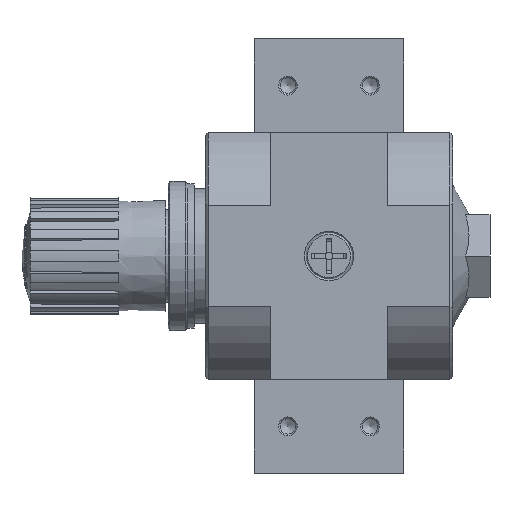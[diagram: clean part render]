
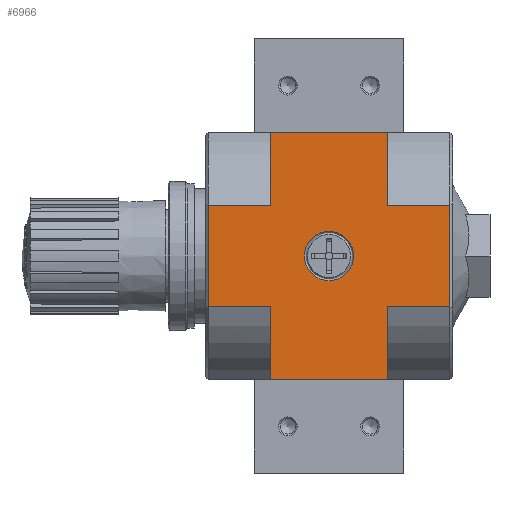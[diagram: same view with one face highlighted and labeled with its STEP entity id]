
A CAD part, left-side view. The second image highlights one B-rep face of the part: STEP entity #6966.
In plain terms, the highlighted face is planar.
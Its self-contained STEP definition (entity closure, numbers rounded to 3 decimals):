
#281=PLANE('',#7461);
#538=CIRCLE('',#7462,6.579);
#1004=ORIENTED_EDGE('',*,*,#2465,.F.);
#1005=ORIENTED_EDGE('',*,*,#2466,.T.);
#1006=ORIENTED_EDGE('',*,*,#2467,.F.);
#1007=ORIENTED_EDGE('',*,*,#2468,.T.);
#1008=ORIENTED_EDGE('',*,*,#2469,.F.);
#1009=ORIENTED_EDGE('',*,*,#2448,.F.);
#1010=ORIENTED_EDGE('',*,*,#2470,.T.);
#1011=ORIENTED_EDGE('',*,*,#2471,.T.);
#1012=ORIENTED_EDGE('',*,*,#2472,.T.);
#1013=ORIENTED_EDGE('',*,*,#2473,.T.);
#1014=ORIENTED_EDGE('',*,*,#2474,.T.);
#1015=ORIENTED_EDGE('',*,*,#2440,.F.);
#1016=ORIENTED_EDGE('',*,*,#2475,.F.);
#2440=EDGE_CURVE('',#3153,#3146,#3636,.T.);
#2448=EDGE_CURVE('',#3160,#3161,#3641,.T.);
#2465=EDGE_CURVE('',#3174,#3174,#538,.T.);
#2466=EDGE_CURVE('',#3175,#3176,#3657,.F.);
#2467=EDGE_CURVE('',#3177,#3176,#3658,.T.);
#2468=EDGE_CURVE('',#3177,#3178,#3659,.T.);
#2469=EDGE_CURVE('',#3161,#3178,#3660,.T.);
#2470=EDGE_CURVE('',#3160,#3179,#3661,.T.);
#2471=EDGE_CURVE('',#3179,#3180,#3662,.T.);
#2472=EDGE_CURVE('',#3180,#3181,#3663,.T.);
#2473=EDGE_CURVE('',#3181,#3182,#3664,.F.);
#2474=EDGE_CURVE('',#3182,#3146,#3665,.T.);
#2475=EDGE_CURVE('',#3175,#3153,#3666,.T.);
#3146=VERTEX_POINT('',#10220);
#3153=VERTEX_POINT('',#10235);
#3160=VERTEX_POINT('',#10251);
#3161=VERTEX_POINT('',#10253);
#3174=VERTEX_POINT('',#10285);
#3175=VERTEX_POINT('',#10287);
#3176=VERTEX_POINT('',#10288);
#3177=VERTEX_POINT('',#10290);
#3178=VERTEX_POINT('',#10292);
#3179=VERTEX_POINT('',#10295);
#3180=VERTEX_POINT('',#10297);
#3181=VERTEX_POINT('',#10299);
#3182=VERTEX_POINT('',#10301);
#3636=LINE('',#10236,#3990);
#3641=LINE('',#10252,#3995);
#3657=LINE('',#10286,#4011);
#3658=LINE('',#10289,#4012);
#3659=LINE('',#10291,#4013);
#3660=LINE('',#10293,#4014);
#3661=LINE('',#10294,#4015);
#3662=LINE('',#10296,#4016);
#3663=LINE('',#10298,#4017);
#3664=LINE('',#10300,#4018);
#3665=LINE('',#10302,#4019);
#3666=LINE('',#10303,#4020);
#3990=VECTOR('',#8365,1000.);
#3995=VECTOR('',#8378,1000.);
#4011=VECTOR('',#8402,1000.);
#4012=VECTOR('',#8403,1000.);
#4013=VECTOR('',#8404,1000.);
#4014=VECTOR('',#8405,1000.);
#4015=VECTOR('',#8406,1000.);
#4016=VECTOR('',#8407,1000.);
#4017=VECTOR('',#8408,1000.);
#4018=VECTOR('',#8409,1000.);
#4019=VECTOR('',#8410,1000.);
#4020=VECTOR('',#8411,1000.);
#4351=EDGE_LOOP('',(#1004));
#4352=EDGE_LOOP('',(#1005,#1006,#1007,#1008,#1009,#1010,#1011,#1012,#1013,
#1014,#1015,#1016));
#4881=FACE_BOUND('',#4351,.T.);
#4882=FACE_BOUND('',#4352,.T.);
#6966=ADVANCED_FACE('',(#4881,#4882),#281,.F.);
#7461=AXIS2_PLACEMENT_3D('',#10283,#8398,#8399);
#7462=AXIS2_PLACEMENT_3D('',#10284,#8400,#8401);
#8365=DIRECTION('',(0.,-1.,0.));
#8378=DIRECTION('',(0.,1.,0.));
#8398=DIRECTION('',(0.,0.,1.));
#8399=DIRECTION('',(1.,0.,0.));
#8400=DIRECTION('',(0.,0.,-1.));
#8401=DIRECTION('',(-1.,0.,0.));
#8402=DIRECTION('',(0.,-1.,0.));
#8403=DIRECTION('',(-1.,0.,0.));
#8404=DIRECTION('',(0.,-1.,0.));
#8405=DIRECTION('',(-1.,0.,0.));
#8406=DIRECTION('',(-1.,0.,0.));
#8407=DIRECTION('',(0.,-1.,0.));
#8408=DIRECTION('',(-1.,0.,0.));
#8409=DIRECTION('',(0.,-1.,0.));
#8410=DIRECTION('',(-1.,0.,0.));
#8411=DIRECTION('',(-1.,0.,0.));
#10220=CARTESIAN_POINT('',(-33.,-15.5,-33.));
#10235=CARTESIAN_POINT('',(-33.,15.5,-33.));
#10236=CARTESIAN_POINT('',(-33.,32.2,-33.));
#10251=CARTESIAN_POINT('',(33.,-15.5,-33.));
#10252=CARTESIAN_POINT('',(33.,-32.2,-33.));
#10253=CARTESIAN_POINT('',(33.,15.5,-33.));
#10283=CARTESIAN_POINT('',(0.,0.,-33.));
#10284=CARTESIAN_POINT('',(0.,0.,-33.));
#10285=CARTESIAN_POINT('',(-6.579,0.,-33.));
#10286=CARTESIAN_POINT('',(-13.619,50.5,-33.));
#10287=CARTESIAN_POINT('',(-13.619,15.5,-33.));
#10288=CARTESIAN_POINT('',(-13.619,32.2,-33.));
#10289=CARTESIAN_POINT('',(33.,32.2,-33.));
#10290=CARTESIAN_POINT('',(13.619,32.2,-33.));
#10291=CARTESIAN_POINT('',(13.619,50.5,-33.));
#10292=CARTESIAN_POINT('',(13.619,15.5,-33.));
#10293=CARTESIAN_POINT('',(0.,15.5,-33.));
#10294=CARTESIAN_POINT('',(0.,-15.5,-33.));
#10295=CARTESIAN_POINT('',(13.619,-15.5,-33.));
#10296=CARTESIAN_POINT('',(13.619,-15.5,-33.));
#10297=CARTESIAN_POINT('',(13.619,-32.2,-33.));
#10298=CARTESIAN_POINT('',(33.,-32.2,-33.));
#10299=CARTESIAN_POINT('',(-13.619,-32.2,-33.));
#10300=CARTESIAN_POINT('',(-13.619,-15.5,-33.));
#10301=CARTESIAN_POINT('',(-13.619,-15.5,-33.));
#10302=CARTESIAN_POINT('',(0.,-15.5,-33.));
#10303=CARTESIAN_POINT('',(0.,15.5,-33.));
